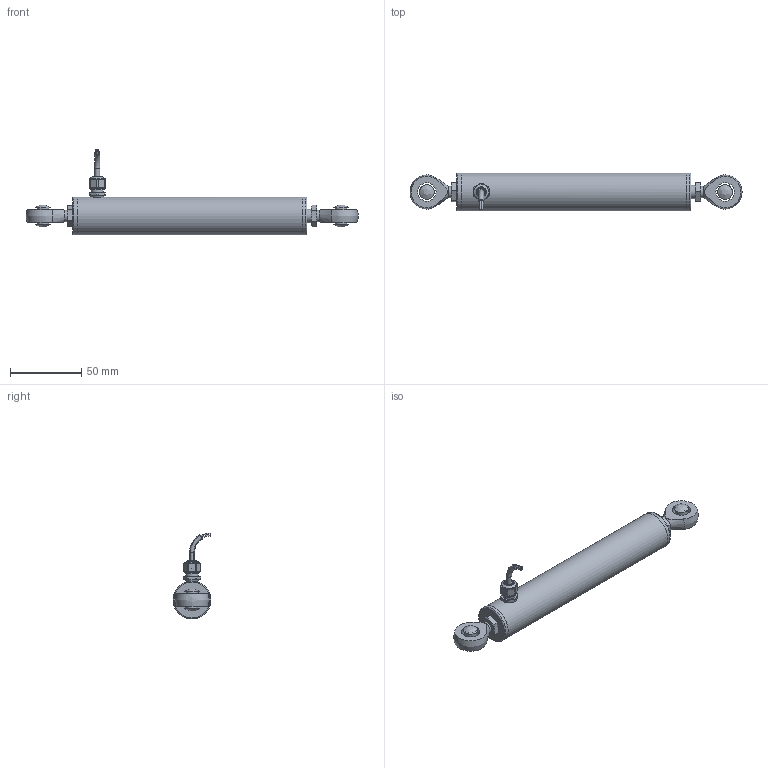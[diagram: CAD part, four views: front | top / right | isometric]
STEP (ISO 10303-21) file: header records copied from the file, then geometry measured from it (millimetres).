
FILE_DESCRIPTION (( 'STEP AP214' ), '1' );
FILE_NAME ('LRI27-075R-00-20A.STEP', '2020-04-15T15:18:34', ( '' ), ( '' ), 'SwSTEP 2.0', 'SolidWorks 2019', '' );
FILE_SCHEMA (( 'AUTOMOTIVE_DESIGN' ));
Length unit declared in the file: inch
Products named in the file (1): LRI27-075R-00-20A
Bounding box: 233.69 x 26.67 x 60.5 mm (x, y, z)
Volume: 59338.8 mm3; surface area: 46920.7 mm2
Topology: 17 solids, 19 shells, 219 faces, 449 edges, 288 vertices
Faces by surface type: plane 82, cylinder 57, cone 54, torus 18, bspline 8
Full cylindrical faces by diameter (mm): 1 x4, 2.7 x1, 3.5 x2, 5.1 x1, 5.2 x1, 6.351 x2, 6.466 x2, 6.7 x1, 6.8 x2, 6.972 x1, 8 x5, 8.56 x2, 8.596 x1, 9 x1, 9.15 x1, 9.461 x3, 9.525 x1, 9.794 x1, 9.804 x1, 10.9 x2, 12.675 x1, 12.7 x1, 20.955 x1, 21.539 x2, 21.615 x2, 26.67 x3
Entity records: 6162 total; most frequent: CARTESIAN_POINT 1880, DIRECTION 862, ORIENTED_EDGE 640, AXIS2_PLACEMENT_3D 404, EDGE_LOOP 358, EDGE_CURVE 320, FACE_OUTER_BOUND 280, VERTEX_POINT 250
